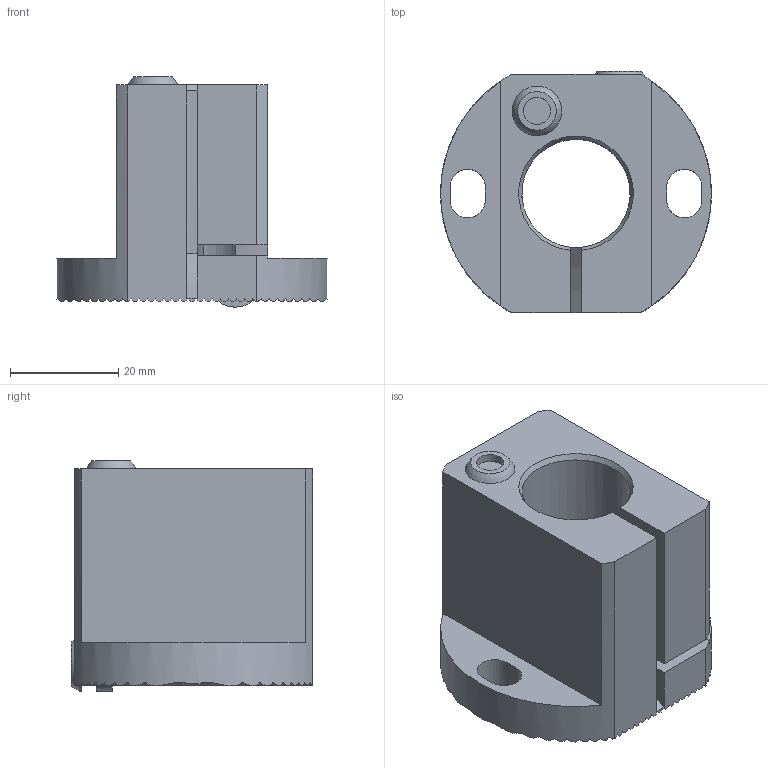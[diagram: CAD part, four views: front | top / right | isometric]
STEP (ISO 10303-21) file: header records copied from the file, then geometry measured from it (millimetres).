
FILE_DESCRIPTION(/* description */ (''),/* implementation_level */ '2;1');
FILE_NAME(/* name */ 'W9990086A.stp',/* time_stamp */ '2009-04-03T09:14:28+02:00',/* author */ (''),/* organization */ (''),/* preprocessor_version */ 'ST-DEVELOPER v11',/* originating_system */ 'UGS - NX 5.0',/* authorisation */ '');
FILE_SCHEMA (('AUTOMOTIVE_DESIGN { 1 0 10303 214 0 1 1 1 }'));
Length unit declared in the file: millimetre
Products named in the file (1): thum21F5ytod
Bounding box: 50 x 44.6 x 42.5 mm (x, y, z)
Volume: 39062.9 mm3; surface area: 13488 mm2
Topology: 1 solids, 1 shells, 229 faces, 673 edges, 447 vertices
Faces by surface type: plane 207, cylinder 17, cone 4, sphere 1
Full cylindrical faces by diameter (mm): 4.5 x1, 5 x1, 6.8 x1, 10 x2, 20 x1
Entity records: 7696 total; most frequent: CARTESIAN_POINT 1537, ORIENTED_EDGE 1314, DIRECTION 1280, EDGE_CURVE 657, AXIS2_PLACEMENT_3D 457, VERTEX_POINT 440, LINE 366, VECTOR 366
